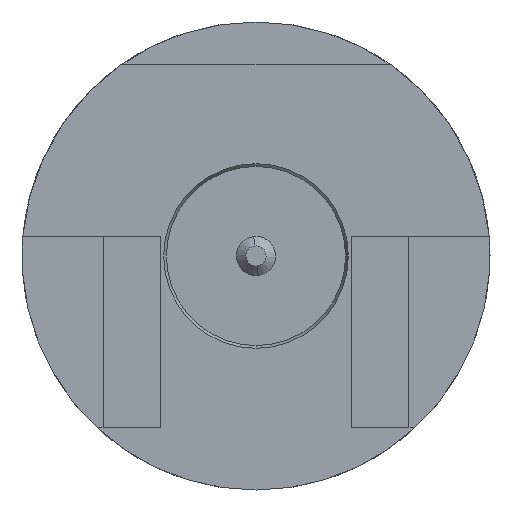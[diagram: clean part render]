
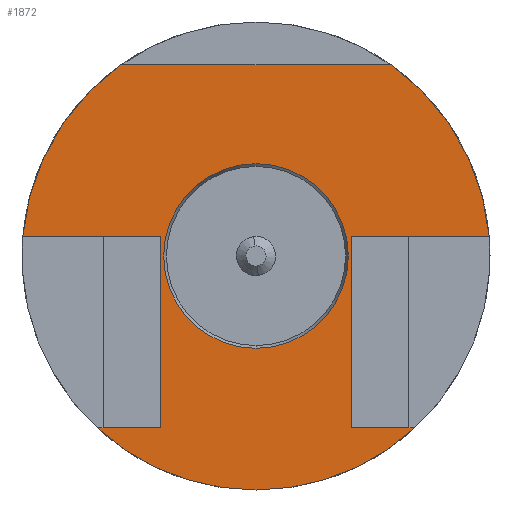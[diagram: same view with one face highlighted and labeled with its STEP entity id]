
A CAD part, front view. The second image highlights one B-rep face of the part: STEP entity #1872.
In plain terms, the highlighted planar face has unit normal (0, -1, 0).
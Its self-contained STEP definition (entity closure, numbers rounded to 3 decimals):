
#2 = CARTESIAN_POINT ( 'NONE',  ( 1., -4.65, 0.2 ) ) ;
#6 = EDGE_CURVE ( 'NONE', #856, #1219, #1056, .T. ) ;
#50 = CARTESIAN_POINT ( 'NONE',  ( 0., -4.65, 0. ) ) ;
#60 = CARTESIAN_POINT ( 'NONE',  ( -2.442, -4.65, 0.2 ) ) ;
#63 = AXIS2_PLACEMENT_3D ( 'NONE', #999, #337, #79 ) ;
#79 = DIRECTION ( 'NONE',  ( 0., 0., 1. ) ) ;
#86 = EDGE_CURVE ( 'NONE', #1466, #1908, #555, .T. ) ;
#133 = ORIENTED_EDGE ( 'NONE', *, *, #1926, .F. ) ;
#138 = EDGE_CURVE ( 'NONE', #241, #146, #1969, .T. ) ;
#143 = LINE ( 'NONE', #1052, #1360 ) ;
#146 = VERTEX_POINT ( 'NONE', #2024 ) ;
#153 = CARTESIAN_POINT ( 'NONE',  ( 0., -4.65, -0.966 ) ) ;
#155 = CARTESIAN_POINT ( 'NONE',  ( 0., -4.65, 0. ) ) ;
#170 = CARTESIAN_POINT ( 'NONE',  ( 2.442, -4.65, 0.2 ) ) ;
#175 = CARTESIAN_POINT ( 'NONE',  ( -1., -4.65, -1.8 ) ) ;
#212 = DIRECTION ( 'NONE',  ( 0., 0., 1. ) ) ;
#241 = VERTEX_POINT ( 'NONE', #153 ) ;
#248 = ORIENTED_EDGE ( 'NONE', *, *, #1270, .F. ) ;
#293 = ORIENTED_EDGE ( 'NONE', *, *, #921, .T. ) ;
#303 = DIRECTION ( 'NONE',  ( 0., 0., 1. ) ) ;
#307 = VERTEX_POINT ( 'NONE', #1721 ) ;
#319 = DIRECTION ( 'NONE',  ( 0., 0., 1. ) ) ;
#331 = FACE_BOUND ( 'NONE', #1661, .T. ) ;
#337 = DIRECTION ( 'NONE',  ( 0., 1., 0. ) ) ;
#341 = VERTEX_POINT ( 'NONE', #1548 ) ;
#348 = ORIENTED_EDGE ( 'NONE', *, *, #739, .F. ) ;
#391 = EDGE_CURVE ( 'NONE', #1937, #2030, #1489, .T. ) ;
#482 = DIRECTION ( 'NONE',  ( -1., 0., 0. ) ) ;
#484 = CARTESIAN_POINT ( 'NONE',  ( 2.442, -4.65, 0.2 ) ) ;
#522 = ORIENTED_EDGE ( 'NONE', *, *, #716, .F. ) ;
#555 = LINE ( 'NONE', #1298, #775 ) ;
#563 = CIRCLE ( 'NONE', #1549, 0.966 ) ;
#592 = DIRECTION ( 'NONE',  ( 0., 0., 1. ) ) ;
#606 = CARTESIAN_POINT ( 'NONE',  ( 1., -4.65, -1.8 ) ) ;
#622 = ORIENTED_EDGE ( 'NONE', *, *, #2027, .F. ) ;
#624 = AXIS2_PLACEMENT_3D ( 'NONE', #908, #900, #894 ) ;
#666 = AXIS2_PLACEMENT_3D ( 'NONE', #50, #1161, #212 ) ;
#709 = CIRCLE ( 'NONE', #666, 2.45 ) ;
#716 = EDGE_CURVE ( 'NONE', #1908, #1937, #2064, .T. ) ;
#719 = ORIENTED_EDGE ( 'NONE', *, *, #1063, .F. ) ;
#737 = LINE ( 'NONE', #1729, #1952 ) ;
#739 = EDGE_CURVE ( 'NONE', #307, #341, #1265, .T. ) ;
#766 = CARTESIAN_POINT ( 'NONE',  ( 0., -4.65, 0. ) ) ;
#775 = VECTOR ( 'NONE', #1820, 1000. ) ;
#776 = ORIENTED_EDGE ( 'NONE', *, *, #824, .F. ) ;
#797 = ORIENTED_EDGE ( 'NONE', *, *, #6, .F. ) ;
#824 = EDGE_CURVE ( 'NONE', #1114, #1466, #1513, .T. ) ;
#856 = VERTEX_POINT ( 'NONE', #1181 ) ;
#894 = DIRECTION ( 'NONE',  ( 0., 0., 1. ) ) ;
#900 = DIRECTION ( 'NONE',  ( 0., 1., 0. ) ) ;
#901 = AXIS2_PLACEMENT_3D ( 'NONE', #766, #1249, #592 ) ;
#908 = CARTESIAN_POINT ( 'NONE',  ( 0., -4.65, 0. ) ) ;
#921 = EDGE_CURVE ( 'NONE', #146, #241, #563, .T. ) ;
#964 = DIRECTION ( 'NONE',  ( 0., 0., 1. ) ) ;
#973 = DIRECTION ( 'NONE',  ( 0., 1., 0. ) ) ;
#980 = CARTESIAN_POINT ( 'NONE',  ( 0., -4.65, -2.45 ) ) ;
#983 = CARTESIAN_POINT ( 'NONE',  ( 0., -4.65, 0. ) ) ;
#999 = CARTESIAN_POINT ( 'NONE',  ( 0., -4.65, 0. ) ) ;
#1025 = EDGE_LOOP ( 'NONE', ( #622, #348, #133, #248, #1092, #522, #1940, #776, #1646, #797, #719 ) ) ;
#1052 = CARTESIAN_POINT ( 'NONE',  ( -1.415, -4.65, 2. ) ) ;
#1056 = CIRCLE ( 'NONE', #2012, 2.45 ) ;
#1062 = LINE ( 'NONE', #1603, #1482 ) ;
#1063 = EDGE_CURVE ( 'NONE', #1914, #856, #143, .T. ) ;
#1089 = VECTOR ( 'NONE', #1505, 1000. ) ;
#1092 = ORIENTED_EDGE ( 'NONE', *, *, #391, .F. ) ;
#1114 = VERTEX_POINT ( 'NONE', #2 ) ;
#1161 = DIRECTION ( 'NONE',  ( 0., 1., 0. ) ) ;
#1181 = CARTESIAN_POINT ( 'NONE',  ( 1.415, -4.65, 2. ) ) ;
#1219 = VERTEX_POINT ( 'NONE', #484 ) ;
#1249 = DIRECTION ( 'NONE',  ( 0., 1., 0. ) ) ;
#1265 = LINE ( 'NONE', #60, #2005 ) ;
#1266 = DIRECTION ( 'NONE',  ( 0., 1., 0. ) ) ;
#1270 = EDGE_CURVE ( 'NONE', #2030, #1731, #737, .T. ) ;
#1298 = CARTESIAN_POINT ( 'NONE',  ( 1., -4.65, -1.8 ) ) ;
#1321 = DIRECTION ( 'NONE',  ( 0., 0., 1. ) ) ;
#1360 = VECTOR ( 'NONE', #1508, 1000. ) ;
#1387 = VECTOR ( 'NONE', #1760, 1000. ) ;
#1441 = CARTESIAN_POINT ( 'NONE',  ( 1.662, -4.65, -1.8 ) ) ;
#1466 = VERTEX_POINT ( 'NONE', #606 ) ;
#1482 = VECTOR ( 'NONE', #319, 1000. ) ;
#1489 = CIRCLE ( 'NONE', #624, 2.45 ) ;
#1505 = DIRECTION ( 'NONE',  ( 0., 0., -1. ) ) ;
#1508 = DIRECTION ( 'NONE',  ( 1., 0., 0. ) ) ;
#1513 = LINE ( 'NONE', #1601, #1089 ) ;
#1548 = CARTESIAN_POINT ( 'NONE',  ( -2.442, -4.65, 0.2 ) ) ;
#1549 = AXIS2_PLACEMENT_3D ( 'NONE', #983, #973, #964 ) ;
#1552 = FACE_OUTER_BOUND ( 'NONE', #1025, .T. ) ;
#1570 = PLANE ( 'NONE',  #1916 ) ;
#1598 = CARTESIAN_POINT ( 'NONE',  ( -1.415, -4.65, 2. ) ) ;
#1601 = CARTESIAN_POINT ( 'NONE',  ( 1., -4.65, 0.2 ) ) ;
#1603 = CARTESIAN_POINT ( 'NONE',  ( -1., -4.65, 0.2 ) ) ;
#1646 = ORIENTED_EDGE ( 'NONE', *, *, #1770, .F. ) ;
#1658 = DIRECTION ( 'NONE',  ( 0., 1., 0. ) ) ;
#1661 = EDGE_LOOP ( 'NONE', ( #1856, #293 ) ) ;
#1721 = CARTESIAN_POINT ( 'NONE',  ( -1., -4.65, 0.2 ) ) ;
#1722 = DIRECTION ( 'NONE',  ( 1., 0., 0. ) ) ;
#1729 = CARTESIAN_POINT ( 'NONE',  ( -1., -4.65, -1.8 ) ) ;
#1731 = VERTEX_POINT ( 'NONE', #175 ) ;
#1760 = DIRECTION ( 'NONE',  ( -1., 0., 0. ) ) ;
#1770 = EDGE_CURVE ( 'NONE', #1219, #1114, #1796, .T. ) ;
#1779 = CARTESIAN_POINT ( 'NONE',  ( 0., -4.65, 0. ) ) ;
#1796 = LINE ( 'NONE', #170, #1387 ) ;
#1820 = DIRECTION ( 'NONE',  ( 1., 0., 0. ) ) ;
#1856 = ORIENTED_EDGE ( 'NONE', *, *, #138, .T. ) ;
#1872 = ADVANCED_FACE ( 'NONE', ( #331, #1552 ), #1570, .F. ) ;
#1908 = VERTEX_POINT ( 'NONE', #1441 ) ;
#1914 = VERTEX_POINT ( 'NONE', #1598 ) ;
#1916 = AXIS2_PLACEMENT_3D ( 'NONE', #155, #1266, #303 ) ;
#1926 = EDGE_CURVE ( 'NONE', #1731, #307, #1062, .T. ) ;
#1937 = VERTEX_POINT ( 'NONE', #980 ) ;
#1940 = ORIENTED_EDGE ( 'NONE', *, *, #86, .F. ) ;
#1949 = CARTESIAN_POINT ( 'NONE',  ( -1.662, -4.65, -1.8 ) ) ;
#1952 = VECTOR ( 'NONE', #1722, 1000. ) ;
#1969 = CIRCLE ( 'NONE', #901, 0.966 ) ;
#2005 = VECTOR ( 'NONE', #482, 1000. ) ;
#2012 = AXIS2_PLACEMENT_3D ( 'NONE', #1779, #1658, #1321 ) ;
#2024 = CARTESIAN_POINT ( 'NONE',  ( 0., -4.65, 0.966 ) ) ;
#2027 = EDGE_CURVE ( 'NONE', #341, #1914, #709, .T. ) ;
#2030 = VERTEX_POINT ( 'NONE', #1949 ) ;
#2064 = CIRCLE ( 'NONE', #63, 2.45 ) ;
